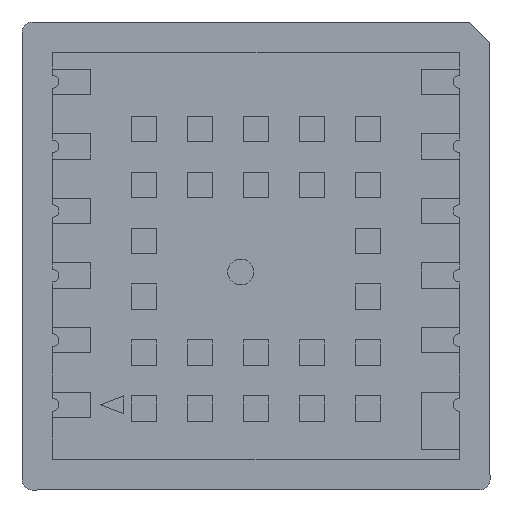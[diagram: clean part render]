
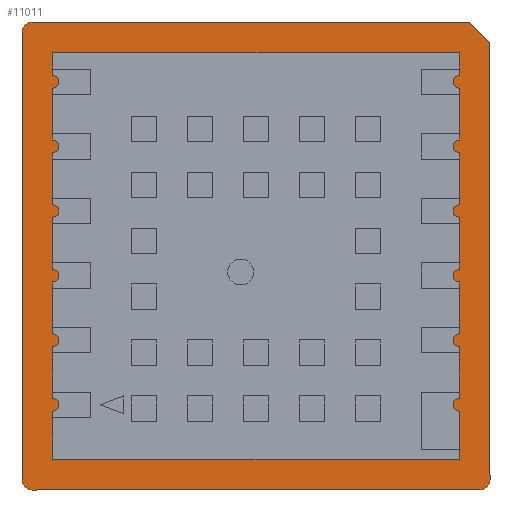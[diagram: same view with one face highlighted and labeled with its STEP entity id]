
A CAD part, front view. The second image highlights one B-rep face of the part: STEP entity #11011.
In plain terms, the highlighted planar face has unit normal (0, -1, 0).
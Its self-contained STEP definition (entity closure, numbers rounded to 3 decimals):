
#257 = EDGE_CURVE ( 'NONE', #5457, #13085, #7481, .T. ) ;
#726 = CARTESIAN_POINT ( 'NONE',  ( 8.8, 2.75, -8.8 ) ) ;
#1046 = ORIENTED_EDGE ( 'NONE', *, *, #1569, .T. ) ;
#1379 = CARTESIAN_POINT ( 'NONE',  ( -9.2, 2.75, -9.2 ) ) ;
#1438 = EDGE_CURVE ( 'NONE', #10318, #8665, #7209, .T. ) ;
#1569 = EDGE_CURVE ( 'NONE', #8665, #5457, #11540, .T. ) ;
#1590 = CARTESIAN_POINT ( 'NONE',  ( -8.8, 2.75, 8.8 ) ) ;
#2429 = LINE ( 'NONE', #1379, #14887 ) ;
#2607 = DIRECTION ( 'NONE',  ( 0., 0., 1. ) ) ;
#2845 = CARTESIAN_POINT ( 'NONE',  ( -8.8, 2.75, -9.2 ) ) ;
#2914 = CARTESIAN_POINT ( 'NONE',  ( -9.2, 2.75, 8.8 ) ) ;
#3413 = VERTEX_POINT ( 'NONE', #14797 ) ;
#3935 = VERTEX_POINT ( 'NONE', #11149 ) ;
#4229 = CARTESIAN_POINT ( 'NONE',  ( -8.8, 2.75, -8.8 ) ) ;
#4300 = AXIS2_PLACEMENT_3D ( 'NONE', #4229, #5277, #9156 ) ;
#4554 = CIRCLE ( 'NONE', #4300, 0.4 ) ;
#4632 = VECTOR ( 'NONE', #14634, 1000. ) ;
#4904 = LINE ( 'NONE', #8529, #7428 ) ;
#5128 = DIRECTION ( 'NONE',  ( 0., 0., -1. ) ) ;
#5224 = LINE ( 'NONE', #11209, #14050 ) ;
#5277 = DIRECTION ( 'NONE',  ( 0., -1., 0. ) ) ;
#5287 = AXIS2_PLACEMENT_3D ( 'NONE', #726, #14442, #5652 ) ;
#5384 = DIRECTION ( 'NONE',  ( -1., 0., 0. ) ) ;
#5457 = VERTEX_POINT ( 'NONE', #12412 ) ;
#5652 = DIRECTION ( 'NONE',  ( 0., 0., 1. ) ) ;
#5831 = EDGE_CURVE ( 'NONE', #13085, #3935, #2429, .T. ) ;
#6008 = CARTESIAN_POINT ( 'NONE',  ( 9.2, 2.75, -8.8 ) ) ;
#6087 = ORIENTED_EDGE ( 'NONE', *, *, #1438, .T. ) ;
#6576 = PLANE ( 'NONE',  #15381 ) ;
#6865 = EDGE_CURVE ( 'NONE', #3413, #13248, #15605, .T. ) ;
#7209 = LINE ( 'NONE', #9707, #4632 ) ;
#7428 = VECTOR ( 'NONE', #10842, 1000. ) ;
#7481 = CIRCLE ( 'NONE', #10347, 0.4 ) ;
#8519 = CARTESIAN_POINT ( 'NONE',  ( 9.2, 2.75, 8.4 ) ) ;
#8529 = CARTESIAN_POINT ( 'NONE',  ( -9.2, 2.75, -9.2 ) ) ;
#8540 = EDGE_CURVE ( 'NONE', #3935, #14297, #4554, .T. ) ;
#8665 = VERTEX_POINT ( 'NONE', #15030 ) ;
#9156 = DIRECTION ( 'NONE',  ( 0., 0., 1. ) ) ;
#9242 = ORIENTED_EDGE ( 'NONE', *, *, #257, .T. ) ;
#9376 = FACE_OUTER_BOUND ( 'NONE', #13978, .T. ) ;
#9707 = CARTESIAN_POINT ( 'NONE',  ( 8.4, 2.75, 9.2 ) ) ;
#9748 = ORIENTED_EDGE ( 'NONE', *, *, #5831, .T. ) ;
#9797 = DIRECTION ( 'NONE',  ( 0., -1., 0. ) ) ;
#9858 = ORIENTED_EDGE ( 'NONE', *, *, #6865, .T. ) ;
#10318 = VERTEX_POINT ( 'NONE', #8519 ) ;
#10347 = AXIS2_PLACEMENT_3D ( 'NONE', #1590, #9797, #14721 ) ;
#10842 = DIRECTION ( 'NONE',  ( 1., 0., 0. ) ) ;
#10851 = ORIENTED_EDGE ( 'NONE', *, *, #11692, .T. ) ;
#11011 = ADVANCED_FACE ( 'NONE', ( #9376 ), #6576, .F. ) ;
#11149 = CARTESIAN_POINT ( 'NONE',  ( -9.2, 2.75, -8.8 ) ) ;
#11209 = CARTESIAN_POINT ( 'NONE',  ( 9.2, 2.75, -9.2 ) ) ;
#11522 = DIRECTION ( 'NONE',  ( 0., 1., 0. ) ) ;
#11540 = LINE ( 'NONE', #12798, #13889 ) ;
#11692 = EDGE_CURVE ( 'NONE', #13248, #10318, #5224, .T. ) ;
#12144 = ORIENTED_EDGE ( 'NONE', *, *, #14669, .T. ) ;
#12412 = CARTESIAN_POINT ( 'NONE',  ( -8.8, 2.75, 9.2 ) ) ;
#12798 = CARTESIAN_POINT ( 'NONE',  ( -9.2, 2.75, 9.2 ) ) ;
#13072 = CARTESIAN_POINT ( 'NONE',  ( 0., 2.75, 0. ) ) ;
#13085 = VERTEX_POINT ( 'NONE', #2914 ) ;
#13248 = VERTEX_POINT ( 'NONE', #6008 ) ;
#13889 = VECTOR ( 'NONE', #5384, 1000. ) ;
#13978 = EDGE_LOOP ( 'NONE', ( #12144, #9858, #10851, #6087, #1046, #9242, #9748, #14812 ) ) ;
#14050 = VECTOR ( 'NONE', #2607, 1000. ) ;
#14297 = VERTEX_POINT ( 'NONE', #2845 ) ;
#14442 = DIRECTION ( 'NONE',  ( 0., -1., 0. ) ) ;
#14634 = DIRECTION ( 'NONE',  ( -0.707, 0., 0.707 ) ) ;
#14669 = EDGE_CURVE ( 'NONE', #14297, #3413, #4904, .T. ) ;
#14721 = DIRECTION ( 'NONE',  ( 0., 0., 1. ) ) ;
#14797 = CARTESIAN_POINT ( 'NONE',  ( 8.8, 2.75, -9.2 ) ) ;
#14812 = ORIENTED_EDGE ( 'NONE', *, *, #8540, .T. ) ;
#14887 = VECTOR ( 'NONE', #5128, 1000. ) ;
#15030 = CARTESIAN_POINT ( 'NONE',  ( 8.4, 2.75, 9.2 ) ) ;
#15381 = AXIS2_PLACEMENT_3D ( 'NONE', #13072, #11522, #15590 ) ;
#15590 = DIRECTION ( 'NONE',  ( 0., 0., -1. ) ) ;
#15605 = CIRCLE ( 'NONE', #5287, 0.4 ) ;
